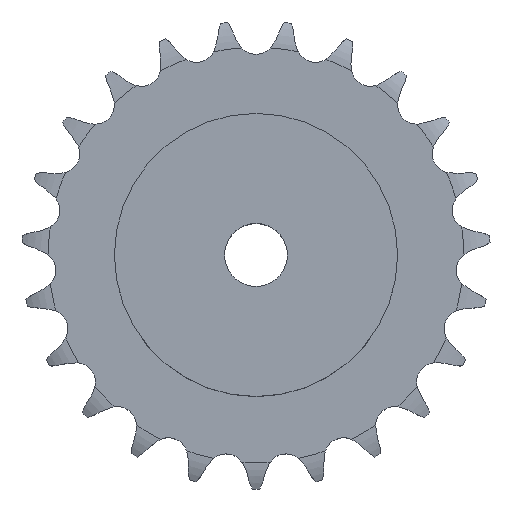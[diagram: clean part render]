
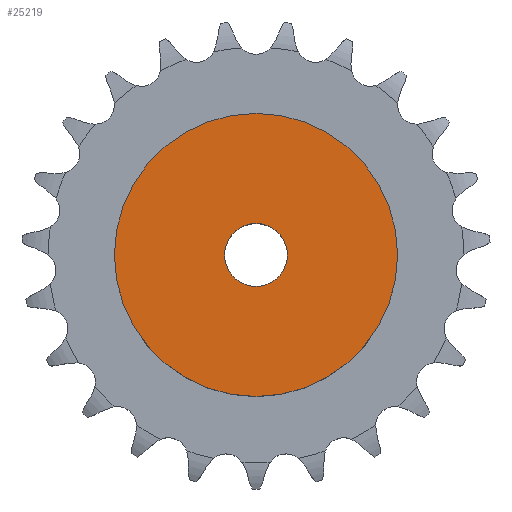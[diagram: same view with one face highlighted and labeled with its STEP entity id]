
A CAD part, top view. The second image highlights one B-rep face of the part: STEP entity #25219.
In plain terms, the highlighted planar face has unit normal (0, 0, 1).
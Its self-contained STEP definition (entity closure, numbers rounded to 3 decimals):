
#3198 = CYLINDRICAL_SURFACE('',#3199,45.);
#3199 = AXIS2_PLACEMENT_3D('',#3200,#3201,#3202);
#3200 = CARTESIAN_POINT('',(0.,0.,0.));
#3201 = DIRECTION('',(-0.,-0.,-1.));
#3202 = DIRECTION('',(1.,0.,0.));
#15848 = VERTEX_POINT('',#15849);
#15849 = CARTESIAN_POINT('',(45.,0.,40.));
#15870 = EDGE_CURVE('',#15848,#15848,#15871,.T.);
#15871 = SURFACE_CURVE('',#15872,(#15877,#15884),.PCURVE_S1.);
#15872 = CIRCLE('',#15873,45.);
#15873 = AXIS2_PLACEMENT_3D('',#15874,#15875,#15876);
#15874 = CARTESIAN_POINT('',(0.,0.,40.));
#15875 = DIRECTION('',(0.,0.,1.));
#15876 = DIRECTION('',(1.,0.,0.));
#15877 = PCURVE('',#3198,#15878);
#15878 = DEFINITIONAL_REPRESENTATION('',(#15879),#15883);
#15879 = LINE('',#15880,#15881);
#15880 = CARTESIAN_POINT('',(-0.,-40.));
#15881 = VECTOR('',#15882,1.);
#15882 = DIRECTION('',(-1.,0.));
#15883 = ( GEOMETRIC_REPRESENTATION_CONTEXT(2) 
PARAMETRIC_REPRESENTATION_CONTEXT() REPRESENTATION_CONTEXT('2D SPACE',''
  ) );
#15884 = PCURVE('',#15885,#15890);
#15885 = PLANE('',#15886);
#15886 = AXIS2_PLACEMENT_3D('',#15887,#15888,#15889);
#15887 = CARTESIAN_POINT('',(0.,0.,40.)
  );
#15888 = DIRECTION('',(0.,0.,1.));
#15889 = DIRECTION('',(1.,0.,0.));
#15890 = DEFINITIONAL_REPRESENTATION('',(#15891),#15895);
#15891 = CIRCLE('',#15892,45.);
#15892 = AXIS2_PLACEMENT_2D('',#15893,#15894);
#15893 = CARTESIAN_POINT('',(0.,0.));
#15894 = DIRECTION('',(1.,0.));
#15895 = ( GEOMETRIC_REPRESENTATION_CONTEXT(2) 
PARAMETRIC_REPRESENTATION_CONTEXT() REPRESENTATION_CONTEXT('2D SPACE',''
  ) );
#21490 = CYLINDRICAL_SURFACE('',#21491,10.);
#21491 = AXIS2_PLACEMENT_3D('',#21492,#21493,#21494);
#21492 = CARTESIAN_POINT('',(0.,0.,231.072));
#21493 = DIRECTION('',(0.,0.,1.));
#21494 = DIRECTION('',(1.,0.,0.));
#25219 = ADVANCED_FACE('',(#25220,#25223),#15885,.T.);
#25220 = FACE_BOUND('',#25221,.T.);
#25221 = EDGE_LOOP('',(#25222));
#25222 = ORIENTED_EDGE('',*,*,#15870,.T.);
#25223 = FACE_BOUND('',#25224,.T.);
#25224 = EDGE_LOOP('',(#25225));
#25225 = ORIENTED_EDGE('',*,*,#25226,.F.);
#25226 = EDGE_CURVE('',#25227,#25227,#25229,.T.);
#25227 = VERTEX_POINT('',#25228);
#25228 = CARTESIAN_POINT('',(10.,0.,40.));
#25229 = SURFACE_CURVE('',#25230,(#25235,#25242),.PCURVE_S1.);
#25230 = CIRCLE('',#25231,10.);
#25231 = AXIS2_PLACEMENT_3D('',#25232,#25233,#25234);
#25232 = CARTESIAN_POINT('',(0.,0.,40.));
#25233 = DIRECTION('',(0.,0.,1.));
#25234 = DIRECTION('',(1.,0.,0.));
#25235 = PCURVE('',#15885,#25236);
#25236 = DEFINITIONAL_REPRESENTATION('',(#25237),#25241);
#25237 = CIRCLE('',#25238,10.);
#25238 = AXIS2_PLACEMENT_2D('',#25239,#25240);
#25239 = CARTESIAN_POINT('',(0.,0.));
#25240 = DIRECTION('',(1.,0.));
#25241 = ( GEOMETRIC_REPRESENTATION_CONTEXT(2) 
PARAMETRIC_REPRESENTATION_CONTEXT() REPRESENTATION_CONTEXT('2D SPACE',''
  ) );
#25242 = PCURVE('',#21490,#25243);
#25243 = DEFINITIONAL_REPRESENTATION('',(#25244),#25248);
#25244 = LINE('',#25245,#25246);
#25245 = CARTESIAN_POINT('',(0.,-191.072));
#25246 = VECTOR('',#25247,1.);
#25247 = DIRECTION('',(1.,0.));
#25248 = ( GEOMETRIC_REPRESENTATION_CONTEXT(2) 
PARAMETRIC_REPRESENTATION_CONTEXT() REPRESENTATION_CONTEXT('2D SPACE',''
  ) );
